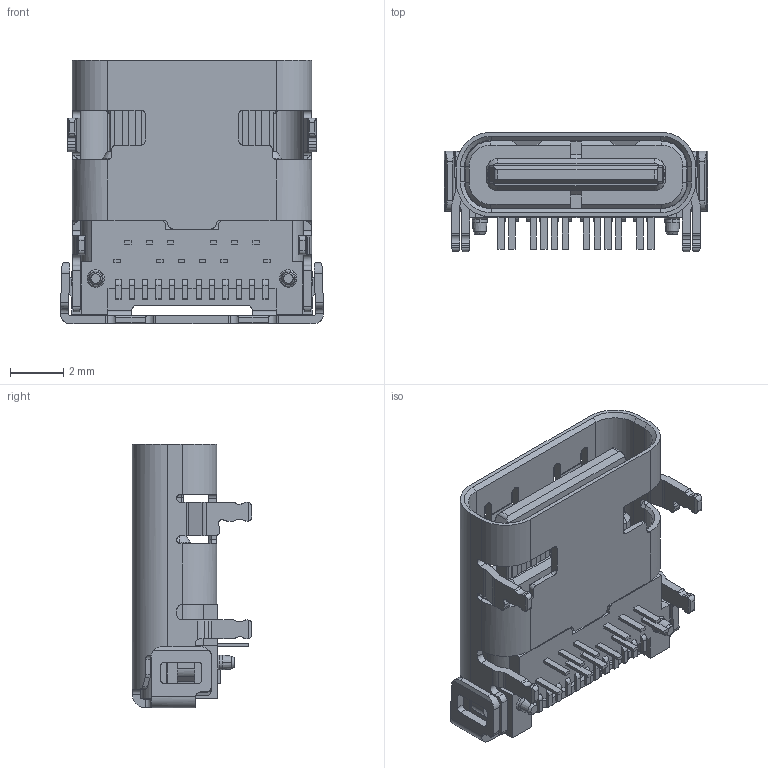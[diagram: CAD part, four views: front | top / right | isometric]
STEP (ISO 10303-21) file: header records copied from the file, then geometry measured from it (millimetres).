
FILE_DESCRIPTION (( 'STEP AP214' ), '1' );
FILE_NAME ('USB4056-03-A.STEP', '2023-04-25T20:15:09', ( '' ), ( '' ), 'SwSTEP 2.0', 'SolidWorks 2013', '' );
FILE_SCHEMA (( 'AUTOMOTIVE_DESIGN' ));
Length unit declared in the file: inch
Products named in the file (2): NONE_10; USB4056-03-A
Assembly tree (1 placements, depth 2):
  USB4056-03-A
    NONE_10
Bounding box: 9.85 x 4.46 x 9.87 mm (x, y, z)
Volume: 160.3 mm3; surface area: 622.5 mm2
Topology: 1 solids, 1 shells, 896 faces, 2531 edges, 1634 vertices
Faces by surface type: plane 569, cylinder 269, cone 38, bspline 20
Entity records: 42021 total; most frequent: CARTESIAN_POINT 8550, ORIENTED_EDGE 5062, DIRECTION 3736, EDGE_CURVE 2531, VERTEX_POINT 1634, LINE 1550, VECTOR 1550, AXIS2_PLACEMENT_3D 1093
